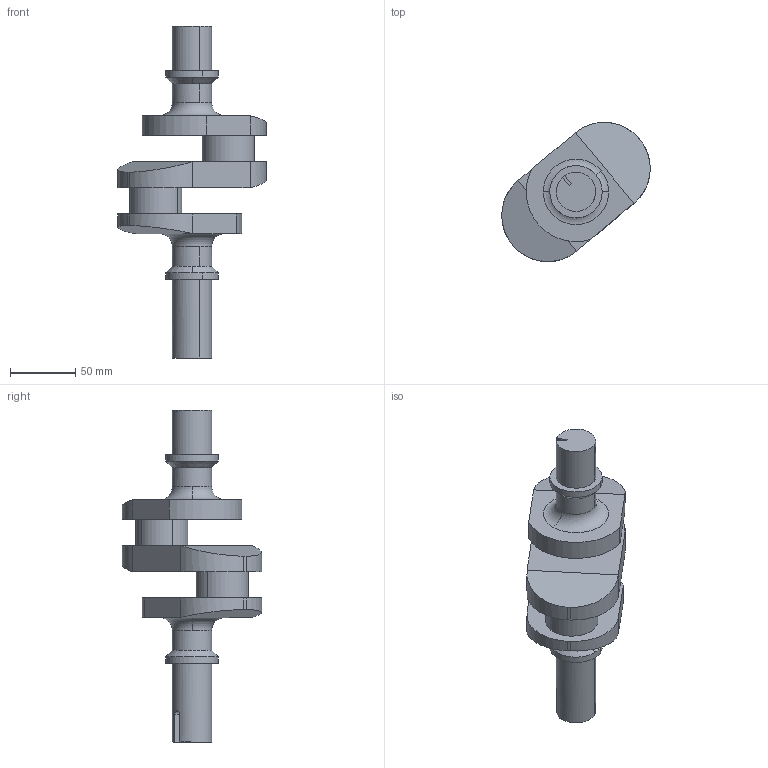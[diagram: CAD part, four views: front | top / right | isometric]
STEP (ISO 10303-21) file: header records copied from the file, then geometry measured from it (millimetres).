
FILE_DESCRIPTION(('produced by SPATIAL CORP'),'2;1');
FILE_NAME('Part55.hh.sat.stp', '2002-04-22T11:47:57+00:00',('SPATIAL CORP'),('SPATIAL CORP'), 'ACIS STEP Husk','http://www.spatial.com','SPATIAL CORP');
FILE_SCHEMA(('CONFIG_CONTROL_DESIGN'));
Length unit declared in the file: millimetre
Products named in the file (1): PRODUCT_ID_1
Bounding box: 113.36 x 106.32 x 253.5 mm (x, y, z)
Volume: 494415.5 mm3; surface area: 70372.9 mm2
Topology: 1 solids, 1 shells, 82 faces, 202 edges, 130 vertices
Faces by surface type: cylinder 42, plane 27, cone 6, torus 6, bspline 1
Entity records: 2509 total; most frequent: CARTESIAN_POINT 704, ORIENTED_EDGE 404, DIRECTION 307, EDGE_CURVE 202, VERTEX_POINT 130, AXIS2_PLACEMENT_3D 117, EDGE_LOOP 90, FACE_BOUND 90
